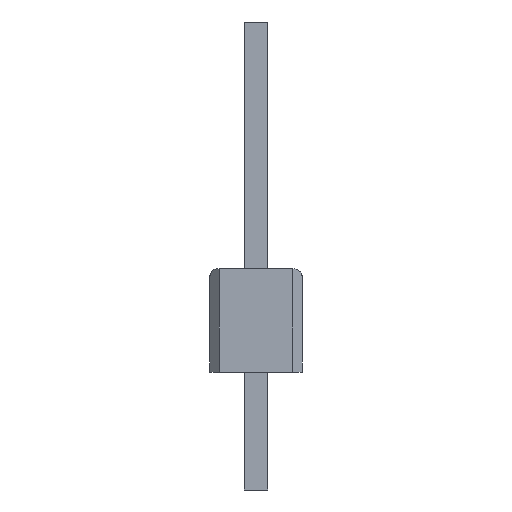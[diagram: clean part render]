
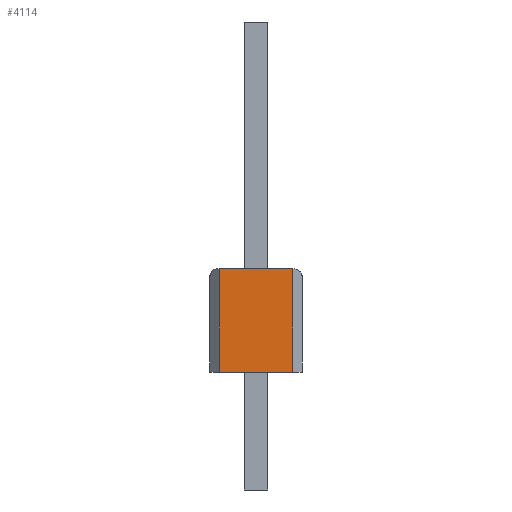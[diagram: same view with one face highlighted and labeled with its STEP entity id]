
A CAD part, left-side view. The second image highlights one B-rep face of the part: STEP entity #4114.
In plain terms, the highlighted planar face has unit normal (-1, 0, 0).
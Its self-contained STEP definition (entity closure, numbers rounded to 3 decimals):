
#134=DIRECTION('',(0.,0.,-1.));
#135=VECTOR('',#134,2.8);
#136=CARTESIAN_POINT('',(-19.05,1.,0.));
#137=LINE('',#136,#135);
#138=DIRECTION('',(0.,-1.,0.));
#139=VECTOR('',#138,2.);
#140=CARTESIAN_POINT('',(-19.05,1.,0.));
#141=LINE('',#140,#139);
#142=DIRECTION('',(0.,0.,-1.));
#143=VECTOR('',#142,2.8);
#144=CARTESIAN_POINT('',(-19.05,-1.,0.));
#145=LINE('',#144,#143);
#154=DIRECTION('',(0.,-1.,0.));
#155=VECTOR('',#154,2.);
#156=CARTESIAN_POINT('',(-19.05,1.,-2.8));
#157=LINE('',#156,#155);
#3346=CARTESIAN_POINT('',(-19.05,1.,0.));
#3347=CARTESIAN_POINT('',(-19.05,-1.,0.));
#3348=VERTEX_POINT('',#3346);
#3349=VERTEX_POINT('',#3347);
#3448=CARTESIAN_POINT('',(-19.05,1.,-2.8));
#3449=VERTEX_POINT('',#3448);
#3450=CARTESIAN_POINT('',(-19.05,-1.,-2.8));
#3451=VERTEX_POINT('',#3450);
#4099=CARTESIAN_POINT('',(-19.05,0.,0.));
#4100=DIRECTION('',(1.,0.,0.));
#4101=DIRECTION('',(0.,0.,-1.));
#4102=AXIS2_PLACEMENT_3D('',#4099,#4100,#4101);
#4103=PLANE('',#4102);
#4105=ORIENTED_EDGE('',*,*,#4104,.F.);
#4107=ORIENTED_EDGE('',*,*,#4106,.F.);
#4109=ORIENTED_EDGE('',*,*,#4108,.T.);
#4111=ORIENTED_EDGE('',*,*,#4110,.T.);
#4112=EDGE_LOOP('',(#4105,#4107,#4109,#4111));
#4113=FACE_OUTER_BOUND('',#4112,.F.);
#4104=EDGE_CURVE('',#3449,#3451,#157,.T.);
#4106=EDGE_CURVE('',#3348,#3449,#137,.T.);
#4108=EDGE_CURVE('',#3348,#3349,#141,.T.);
#4110=EDGE_CURVE('',#3349,#3451,#145,.T.);
#4114=ADVANCED_FACE('',(#4113),#4103,.F.);
